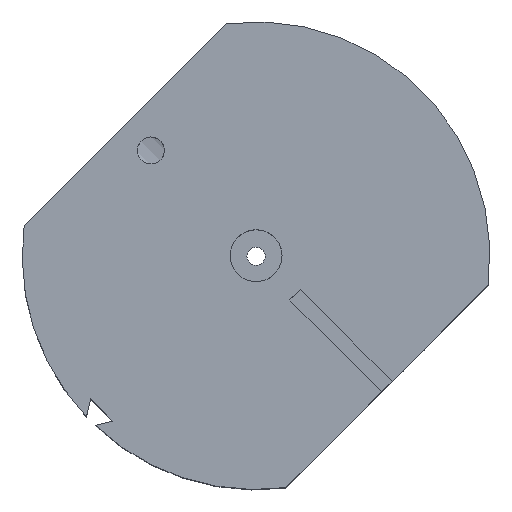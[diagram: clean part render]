
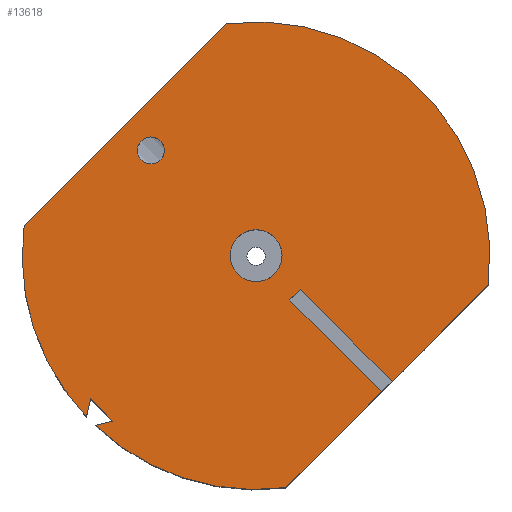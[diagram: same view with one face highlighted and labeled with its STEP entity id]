
A CAD part, top view. The second image highlights one B-rep face of the part: STEP entity #13618.
In plain terms, the highlighted planar face has unit normal (0, 0, 1).
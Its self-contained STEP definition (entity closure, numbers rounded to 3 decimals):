
#1961=FACE_BOUND('',#2829,.T.);
#1962=FACE_BOUND('',#2830,.T.);
#1987=FACE_OUTER_BOUND('',#2828,.T.);
#2828=EDGE_LOOP('',(#9257,#9258,#9259,#9260,#9261,#9262,#9263,#9264,#9265,
#9266,#9267,#9268));
#2829=EDGE_LOOP('',(#9269));
#2830=EDGE_LOOP('',(#9270));
#3695=CIRCLE('',#14474,45.);
#3696=CIRCLE('',#14475,45.);
#3697=CIRCLE('',#14476,45.);
#3698=CIRCLE('',#14477,5.);
#3699=CIRCLE('',#14478,2.6);
#3732=LINE('',#15720,#4739);
#3733=LINE('',#15722,#4740);
#3734=LINE('',#15724,#4741);
#3735=LINE('',#15728,#4742);
#3736=LINE('',#15730,#4743);
#3737=LINE('',#15732,#4744);
#3738=LINE('',#15734,#4745);
#3739=LINE('',#15736,#4746);
#3740=LINE('',#15740,#4747);
#4739=VECTOR('',#14555,10.);
#4740=VECTOR('',#14556,10.);
#4741=VECTOR('',#14557,10.);
#4742=VECTOR('',#14560,10.);
#4743=VECTOR('',#14561,10.);
#4744=VECTOR('',#14562,10.);
#4745=VECTOR('',#14563,10.);
#4746=VECTOR('',#14564,10.);
#4747=VECTOR('',#14567,10.);
#5746=VERTEX_POINT('',#15718);
#5747=VERTEX_POINT('',#15719);
#5748=VERTEX_POINT('',#15721);
#5749=VERTEX_POINT('',#15723);
#5750=VERTEX_POINT('',#15725);
#5751=VERTEX_POINT('',#15727);
#5752=VERTEX_POINT('',#15729);
#5753=VERTEX_POINT('',#15731);
#5754=VERTEX_POINT('',#15733);
#5755=VERTEX_POINT('',#15735);
#5756=VERTEX_POINT('',#15737);
#5757=VERTEX_POINT('',#15739);
#5758=VERTEX_POINT('',#15742);
#5759=VERTEX_POINT('',#15744);
#7087=EDGE_CURVE('',#5746,#5747,#3732,.T.);
#7088=EDGE_CURVE('',#5747,#5748,#3733,.T.);
#7089=EDGE_CURVE('',#5748,#5749,#3734,.T.);
#7090=EDGE_CURVE('',#5749,#5750,#3695,.T.);
#7091=EDGE_CURVE('',#5750,#5751,#3735,.T.);
#7092=EDGE_CURVE('',#5751,#5752,#3736,.T.);
#7093=EDGE_CURVE('',#5752,#5753,#3737,.T.);
#7094=EDGE_CURVE('',#5753,#5754,#3738,.T.);
#7095=EDGE_CURVE('',#5754,#5755,#3739,.T.);
#7096=EDGE_CURVE('',#5755,#5756,#3696,.T.);
#7097=EDGE_CURVE('',#5756,#5757,#3740,.T.);
#7098=EDGE_CURVE('',#5757,#5746,#3697,.T.);
#7099=EDGE_CURVE('',#5758,#5758,#3698,.T.);
#7100=EDGE_CURVE('',#5759,#5759,#3699,.T.);
#9257=ORIENTED_EDGE('',*,*,#7087,.T.);
#9258=ORIENTED_EDGE('',*,*,#7088,.T.);
#9259=ORIENTED_EDGE('',*,*,#7089,.T.);
#9260=ORIENTED_EDGE('',*,*,#7090,.T.);
#9261=ORIENTED_EDGE('',*,*,#7091,.T.);
#9262=ORIENTED_EDGE('',*,*,#7092,.T.);
#9263=ORIENTED_EDGE('',*,*,#7093,.T.);
#9264=ORIENTED_EDGE('',*,*,#7094,.T.);
#9265=ORIENTED_EDGE('',*,*,#7095,.T.);
#9266=ORIENTED_EDGE('',*,*,#7096,.T.);
#9267=ORIENTED_EDGE('',*,*,#7097,.T.);
#9268=ORIENTED_EDGE('',*,*,#7098,.T.);
#9269=ORIENTED_EDGE('',*,*,#7099,.T.);
#9270=ORIENTED_EDGE('',*,*,#7100,.T.);
#13597=PLANE('',#14473);
#13618=ADVANCED_FACE('',(#1987,#1961,#1962),#13597,.T.);
#14473=AXIS2_PLACEMENT_3D('',#15717,#14553,#14554);
#14474=AXIS2_PLACEMENT_3D('',#15726,#14558,#14559);
#14475=AXIS2_PLACEMENT_3D('',#15738,#14565,#14566);
#14476=AXIS2_PLACEMENT_3D('',#15741,#14568,#14569);
#14477=AXIS2_PLACEMENT_3D('',#15743,#14570,#14571);
#14478=AXIS2_PLACEMENT_3D('',#15745,#14572,#14573);
#14553=DIRECTION('center_axis',(0.,0.,1.));
#14554=DIRECTION('ref_axis',(-1.,0.,0.));
#14555=DIRECTION('',(0.234,0.972,0.));
#14556=DIRECTION('',(0.707,-0.707,0.));
#14557=DIRECTION('',(-0.972,-0.233,0.));
#14558=DIRECTION('center_axis',(0.,0.,1.));
#14559=DIRECTION('ref_axis',(-1.,0.,0.));
#14560=DIRECTION('',(0.707,0.707,0.));
#14561=DIRECTION('',(-0.707,0.707,0.));
#14562=DIRECTION('',(0.707,0.707,0.));
#14563=DIRECTION('',(0.707,-0.707,0.));
#14564=DIRECTION('',(0.707,0.707,0.));
#14565=DIRECTION('center_axis',(0.,0.,1.));
#14566=DIRECTION('ref_axis',(-1.,0.,0.));
#14567=DIRECTION('',(-0.707,-0.707,0.));
#14568=DIRECTION('center_axis',(0.,0.,1.));
#14569=DIRECTION('ref_axis',(-1.,0.,0.));
#14570=DIRECTION('center_axis',(0.,0.,-1.));
#14571=DIRECTION('ref_axis',(-1.,0.,0.));
#14572=DIRECTION('center_axis',(0.,0.,-1.));
#14573=DIRECTION('ref_axis',(-1.,0.,0.));
#15717=CARTESIAN_POINT('Origin',(-260.,-155.,-15.));
#15718=CARTESIAN_POINT('',(-292.646,-185.971,-15.));
#15719=CARTESIAN_POINT('',(-291.827,-182.568,-15.));
#15720=CARTESIAN_POINT('',(-287.821,-165.919,-15.));
#15721=CARTESIAN_POINT('',(-287.586,-186.812,-15.));
#15722=CARTESIAN_POINT('',(-288.646,-185.751,-15.));
#15723=CARTESIAN_POINT('',(-290.989,-187.629,-15.));
#15724=CARTESIAN_POINT('',(-272.636,-183.223,-15.));
#15725=CARTESIAN_POINT('',(-254.262,-199.633,-15.));
#15726=CARTESIAN_POINT('Origin',(-260.,-155.,-15.));
#15727=CARTESIAN_POINT('',(-235.828,-181.208,-15.));
#15728=CARTESIAN_POINT('',(-244.539,-189.915,-15.));
#15729=CARTESIAN_POINT('',(-253.501,-163.526,-15.));
#15730=CARTESIAN_POINT('',(-248.42,-168.61,-15.));
#15731=CARTESIAN_POINT('',(-251.477,-161.503,-15.));
#15732=CARTESIAN_POINT('',(-252.489,-162.515,-15.));
#15733=CARTESIAN_POINT('',(-233.804,-179.186,-15.));
#15734=CARTESIAN_POINT('',(-246.396,-166.587,-15.));
#15735=CARTESIAN_POINT('',(-215.37,-160.762,-15.));
#15736=CARTESIAN_POINT('',(-244.539,-189.915,-15.));
#15737=CARTESIAN_POINT('',(-265.738,-110.367,-15.));
#15738=CARTESIAN_POINT('Origin',(-260.,-155.,-15.));
#15739=CARTESIAN_POINT('',(-304.63,-149.238,-15.));
#15740=CARTESIAN_POINT('',(-275.461,-120.085,-15.));
#15741=CARTESIAN_POINT('Origin',(-260.,-155.,-15.));
#15742=CARTESIAN_POINT('',(-255.,-155.,-15.));
#15743=CARTESIAN_POINT('Origin',(-260.,-155.,-15.));
#15744=CARTESIAN_POINT('',(-277.635,-134.754,-15.));
#15745=CARTESIAN_POINT('Origin',(-280.235,-134.754,-15.));
